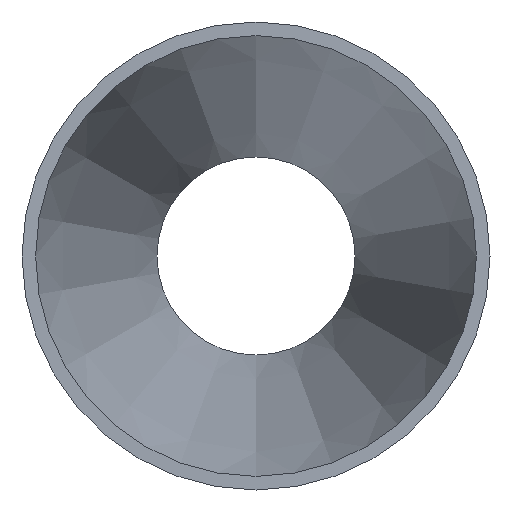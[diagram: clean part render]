
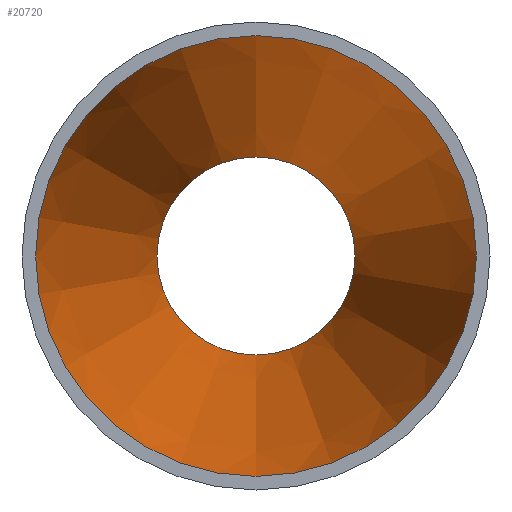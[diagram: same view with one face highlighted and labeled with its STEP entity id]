
A CAD part, front view. The second image highlights one B-rep face of the part: STEP entity #20720.
In plain terms, the highlighted conical face has half-angle 11.402 degrees and reference radius 32.96 mm.
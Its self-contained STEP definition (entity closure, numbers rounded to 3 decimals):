
#225 = ORIENTED_EDGE ( 'NONE', *, *, #21703, .F. ) ;
#1231 = CIRCLE ( 'NONE', #5576, 32.96 ) ;
#2114 = CARTESIAN_POINT ( 'NONE',  ( 0., 0., 0. ) ) ;
#4580 = DIRECTION ( 'NONE',  ( 0., 0., -1. ) ) ;
#5576 = AXIS2_PLACEMENT_3D ( 'NONE', #2114, #6188, #20617 ) ;
#5896 = EDGE_LOOP ( 'NONE', ( #225 ) ) ;
#5928 = DIRECTION ( 'NONE',  ( 0., 0., -1. ) ) ;
#6188 = DIRECTION ( 'NONE',  ( 0., -1., 0. ) ) ;
#7058 = VERTEX_POINT ( 'NONE', #17428 ) ;
#7650 = ORIENTED_EDGE ( 'NONE', *, *, #20053, .T. ) ;
#9032 = CARTESIAN_POINT ( 'NONE',  ( 0., 0., 0. ) ) ;
#9215 = CARTESIAN_POINT ( 'NONE',  ( 0., 0., -32.96 ) ) ;
#10355 = AXIS2_PLACEMENT_3D ( 'NONE', #16266, #20899, #5928 ) ;
#10688 = FACE_OUTER_BOUND ( 'NONE', #20198, .T. ) ;
#11660 = AXIS2_PLACEMENT_3D ( 'NONE', #9032, #19148, #4580 ) ;
#15563 = CIRCLE ( 'NONE', #10355, 14.81 ) ;
#16266 = CARTESIAN_POINT ( 'NONE',  ( 0., 90., 0. ) ) ;
#17428 = CARTESIAN_POINT ( 'NONE',  ( 0., 90., -14.81 ) ) ;
#17565 = VERTEX_POINT ( 'NONE', #9215 ) ;
#17777 = CONICAL_SURFACE ( 'NONE', #11660, 32.96, 0.199 ) ;
#19148 = DIRECTION ( 'NONE',  ( 0., -1., 0. ) ) ;
#20053 = EDGE_CURVE ( 'NONE', #17565, #17565, #1231, .T. ) ;
#20198 = EDGE_LOOP ( 'NONE', ( #7650 ) ) ;
#20617 = DIRECTION ( 'NONE',  ( 0., 0., -1. ) ) ;
#20720 = ADVANCED_FACE ( 'NONE', ( #25535, #10688 ), #17777, .F. ) ;
#20899 = DIRECTION ( 'NONE',  ( 0., -1., 0. ) ) ;
#21703 = EDGE_CURVE ( 'NONE', #7058, #7058, #15563, .T. ) ;
#25535 = FACE_BOUND ( 'NONE', #5896, .T. ) ;
